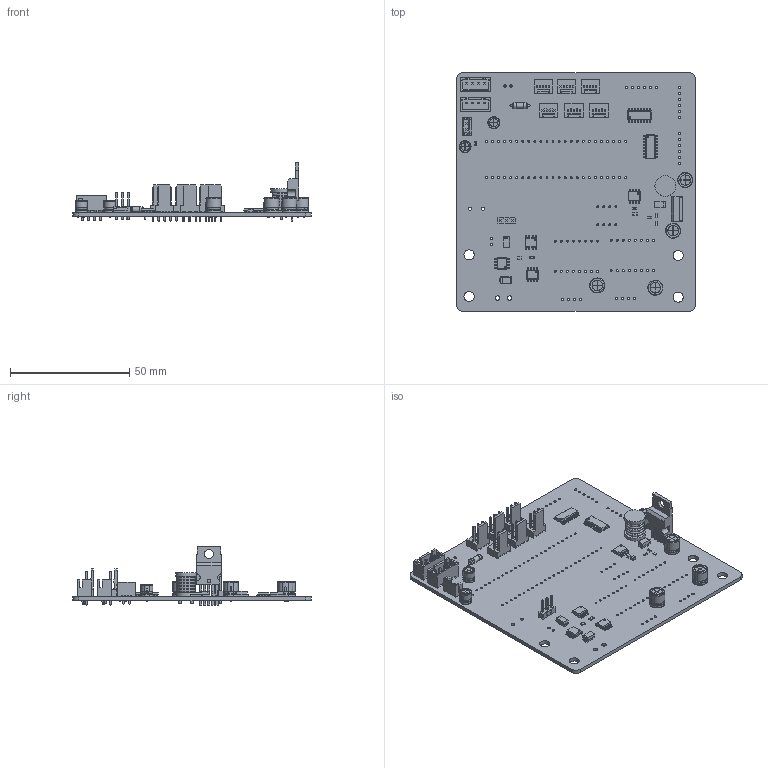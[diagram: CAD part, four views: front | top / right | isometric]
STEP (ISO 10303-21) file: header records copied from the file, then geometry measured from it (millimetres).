
FILE_DESCRIPTION(('KiCad electronic assembly'),'2;1');
FILE_NAME('PayloadPcbRev3.step','2024-04-27T14:30:49',('Pcbnew'),( 'Kicad'),'Open CASCADE STEP processor 7.7','KiCad to STEP converter' ,'Unknown');
FILE_SCHEMA(('AUTOMOTIVE_DESIGN { 1 0 10303 214 1 1 1 1 }'));
Length unit declared in the file: millimetre
Products named in the file (34): PayloadPcbRev3 1; L_Radial_D8.7mm_P5.00mm_Fastron_07HCP; R_0603_1608Metric; SOIC-8_3.9x4.9mm_P1.27mm; SOIC_8_39x49mm_P127mm; Molex_KK-254_AE-6410-03A_1x03_P2.54mm_Vertical; Molex_AE_6410_03A; TO-220-5_Vertical; TO_220_5_Pentawatt_Multiwatt_5_Vertical; R_0805_2012Metric; PinHeader_1x03_P2.54mm_Vertical; PinHeader_1x03_P254mm_Vertical; CP_Radial_D5.0mm_P2.50mm; CP_Radial_D50mm_P250mm; C_0805_2012Metric; CP_Radial_D6.3mm_P2.50mm; CP_Radial_D63mm_P250mm; C_0603_1608Metric; JST_XH_B4B-XH-A_1x04_P2.50mm_Vertical; JST_B4B_XH_A; JST_EH_B2B-EH-A_1x02_P2.50mm_Vertical; JST_B2B_EH_A; R_Axial_DIN0207_L6.3mm_D2.5mm_P7.62mm_Horizontal; R_Axial_DIN0207_L63mm_D25mm_P762mm_Horizontal; D_SMA; SOIC-16_3.9x9.9mm_P1.27mm; SOIC_16_39x99mm_P127mm; PayloadPcbRev3_PCB
Assembly tree (53 placements, depth 3):
  PayloadPcbRev3 1
    L_Radial_D8.7mm_P5.00mm_Fastron_07HCP
      L_Radial_D8.7mm_P5.00mm_Fastron_07HCP
    R_0603_1608Metric  x3
      R_0603_1608Metric
    SOIC-8_3.9x4.9mm_P1.27mm  x4
      SOIC_8_39x49mm_P127mm
    Molex_KK-254_AE-6410-03A_1x03_P2.54mm_Vertical  x6
      Molex_AE_6410_03A
    TO-220-5_Vertical
      TO_220_5_Pentawatt_Multiwatt_5_Vertical
    R_0805_2012Metric  x2
      R_0805_2012Metric
    PinHeader_1x03_P2.54mm_Vertical
      PinHeader_1x03_P254mm_Vertical
    CP_Radial_D5.0mm_P2.50mm  x2
      CP_Radial_D50mm_P250mm
    C_0805_2012Metric
      C_0805_2012Metric
    CP_Radial_D6.3mm_P2.50mm  x4
      CP_Radial_D63mm_P250mm
    C_0603_1608Metric  x2
      C_0603_1608Metric
    JST_XH_B4B-XH-A_1x04_P2.50mm_Vertical  x2
      JST_B4B_XH_A
    JST_EH_B2B-EH-A_1x02_P2.50mm_Vertical
      JST_B2B_EH_A
    R_Axial_DIN0207_L6.3mm_D2.5mm_P7.62mm_Horizontal
      R_Axial_DIN0207_L63mm_D25mm_P762mm_Horizontal
    D_SMA  x3
      D_SMA
    SOIC-16_3.9x9.9mm_P1.27mm  x2
      SOIC_16_39x99mm_P127mm
    PayloadPcbRev3_PCB
Bounding box: 100 x 100 x 24.41 mm (x, y, z)
Volume: 19792.1 mm3; surface area: 28673.6 mm2
Topology: 37 solids, 43 shells, 3080 faces, 7896 edges, 5012 vertices
Faces by surface type: plane 2120, cylinder 647, bspline 266, revolution 26, torus 21
Full cylindrical faces by diameter (mm): 0.5 x12, 0.6 x8, 0.8 x94, 0.813 x8, 0.95 x36, 1 x9, 1.1 x5, 1.19 x18, 1.3 x2, 1.4 x2, 1.5 x1, 1.74 x2, 1.8 x2, 2.25 x1, 2.5 x2, 3 x1, 3.8 x1, 4.3 x4, 6.96 x6, 8.7 x2
Entity records: 52341 total; most frequent: CARTESIAN_POINT 9144, ORIENTED_EDGE 7078, DIRECTION 6872, EDGE_CURVE 3539, LINE 2609, VECTOR 2609, VERTEX_POINT 2265, AXIS2_PLACEMENT_3D 2127
